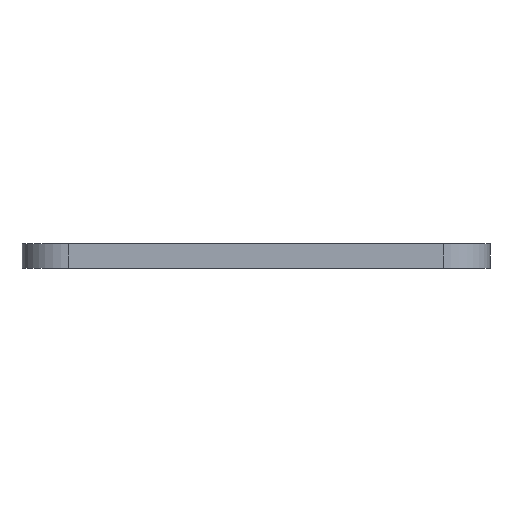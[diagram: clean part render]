
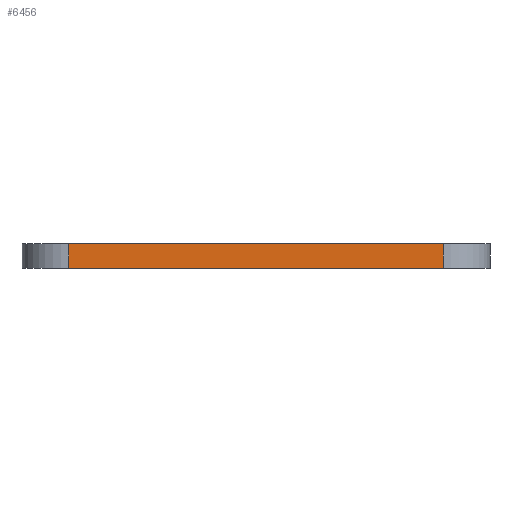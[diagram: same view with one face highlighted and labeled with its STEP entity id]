
A CAD part, left-side view. The second image highlights one B-rep face of the part: STEP entity #6456.
In plain terms, the highlighted planar face has unit normal (-1, 0, 0).
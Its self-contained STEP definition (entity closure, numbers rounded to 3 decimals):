
#84 = PLANE('',#85);
#85 = AXIS2_PLACEMENT_3D('',#86,#87,#88);
#86 = CARTESIAN_POINT('',(148.501,-105.004,1.6));
#87 = DIRECTION('',(0.,0.,1.));
#88 = DIRECTION('',(1.,0.,-0.));
#139 = PLANE('',#140);
#140 = AXIS2_PLACEMENT_3D('',#141,#142,#143);
#141 = CARTESIAN_POINT('',(148.501,-105.004,0.));
#142 = DIRECTION('',(0.,0.,1.));
#143 = DIRECTION('',(1.,0.,-0.));
#248 = CYLINDRICAL_SURFACE('',#249,3.);
#249 = AXIS2_PLACEMENT_3D('',#250,#251,#252);
#250 = CARTESIAN_POINT('',(119.001,-93.004,0.));
#251 = DIRECTION('',(-0.,-0.,-1.));
#252 = DIRECTION('',(1.,0.,-0.));
#309 = VERTEX_POINT('',#310);
#310 = CARTESIAN_POINT('',(116.001,-93.004,0.));
#332 = EDGE_CURVE('',#333,#309,#335,.T.);
#333 = VERTEX_POINT('',#334);
#334 = CARTESIAN_POINT('',(116.001,-117.004,0.));
#335 = SURFACE_CURVE('',#336,(#340,#347),.PCURVE_S1.);
#336 = LINE('',#337,#338);
#337 = CARTESIAN_POINT('',(116.001,-117.004,0.));
#338 = VECTOR('',#339,1.);
#339 = DIRECTION('',(0.,1.,0.));
#340 = PCURVE('',#139,#341);
#341 = DEFINITIONAL_REPRESENTATION('',(#342),#346);
#342 = LINE('',#343,#344);
#343 = CARTESIAN_POINT('',(-32.5,-12.));
#344 = VECTOR('',#345,1.);
#345 = DIRECTION('',(0.,1.));
#346 = ( GEOMETRIC_REPRESENTATION_CONTEXT(2) 
PARAMETRIC_REPRESENTATION_CONTEXT() REPRESENTATION_CONTEXT('2D SPACE',''
  ) );
#347 = PCURVE('',#348,#353);
#348 = PLANE('',#349);
#349 = AXIS2_PLACEMENT_3D('',#350,#351,#352);
#350 = CARTESIAN_POINT('',(116.001,-117.004,0.));
#351 = DIRECTION('',(-1.,0.,0.));
#352 = DIRECTION('',(0.,1.,0.));
#353 = DEFINITIONAL_REPRESENTATION('',(#354),#358);
#354 = LINE('',#355,#356);
#355 = CARTESIAN_POINT('',(0.,0.));
#356 = VECTOR('',#357,1.);
#357 = DIRECTION('',(1.,0.));
#358 = ( GEOMETRIC_REPRESENTATION_CONTEXT(2) 
PARAMETRIC_REPRESENTATION_CONTEXT() REPRESENTATION_CONTEXT('2D SPACE',''
  ) );
#377 = CYLINDRICAL_SURFACE('',#378,3.);
#378 = AXIS2_PLACEMENT_3D('',#379,#380,#381);
#379 = CARTESIAN_POINT('',(119.001,-117.004,0.));
#380 = DIRECTION('',(-0.,-0.,-1.));
#381 = DIRECTION('',(1.,0.,-0.));
#3608 = VERTEX_POINT('',#3609);
#3609 = CARTESIAN_POINT('',(116.001,-93.004,1.6));
#3631 = EDGE_CURVE('',#3632,#3608,#3634,.T.);
#3632 = VERTEX_POINT('',#3633);
#3633 = CARTESIAN_POINT('',(116.001,-117.004,1.6));
#3634 = SURFACE_CURVE('',#3635,(#3639,#3646),.PCURVE_S1.);
#3635 = LINE('',#3636,#3637);
#3636 = CARTESIAN_POINT('',(116.001,-117.004,1.6));
#3637 = VECTOR('',#3638,1.);
#3638 = DIRECTION('',(0.,1.,0.));
#3639 = PCURVE('',#84,#3640);
#3640 = DEFINITIONAL_REPRESENTATION('',(#3641),#3645);
#3641 = LINE('',#3642,#3643);
#3642 = CARTESIAN_POINT('',(-32.5,-12.));
#3643 = VECTOR('',#3644,1.);
#3644 = DIRECTION('',(0.,1.));
#3645 = ( GEOMETRIC_REPRESENTATION_CONTEXT(2) 
PARAMETRIC_REPRESENTATION_CONTEXT() REPRESENTATION_CONTEXT('2D SPACE',''
  ) );
#3646 = PCURVE('',#348,#3647);
#3647 = DEFINITIONAL_REPRESENTATION('',(#3648),#3652);
#3648 = LINE('',#3649,#3650);
#3649 = CARTESIAN_POINT('',(0.,-1.6));
#3650 = VECTOR('',#3651,1.);
#3651 = DIRECTION('',(1.,0.));
#3652 = ( GEOMETRIC_REPRESENTATION_CONTEXT(2) 
PARAMETRIC_REPRESENTATION_CONTEXT() REPRESENTATION_CONTEXT('2D SPACE',''
  ) );
#6408 = EDGE_CURVE('',#309,#3608,#6409,.T.);
#6409 = SURFACE_CURVE('',#6410,(#6414,#6421),.PCURVE_S1.);
#6410 = LINE('',#6411,#6412);
#6411 = CARTESIAN_POINT('',(116.001,-93.004,0.));
#6412 = VECTOR('',#6413,1.);
#6413 = DIRECTION('',(0.,0.,1.));
#6414 = PCURVE('',#248,#6415);
#6415 = DEFINITIONAL_REPRESENTATION('',(#6416),#6420);
#6416 = LINE('',#6417,#6418);
#6417 = CARTESIAN_POINT('',(-3.141,0.));
#6418 = VECTOR('',#6419,1.);
#6419 = DIRECTION('',(-0.,-1.));
#6420 = ( GEOMETRIC_REPRESENTATION_CONTEXT(2) 
PARAMETRIC_REPRESENTATION_CONTEXT() REPRESENTATION_CONTEXT('2D SPACE',''
  ) );
#6421 = PCURVE('',#348,#6422);
#6422 = DEFINITIONAL_REPRESENTATION('',(#6423),#6427);
#6423 = LINE('',#6424,#6425);
#6424 = CARTESIAN_POINT('',(24.,0.));
#6425 = VECTOR('',#6426,1.);
#6426 = DIRECTION('',(0.,-1.));
#6427 = ( GEOMETRIC_REPRESENTATION_CONTEXT(2) 
PARAMETRIC_REPRESENTATION_CONTEXT() REPRESENTATION_CONTEXT('2D SPACE',''
  ) );
#6456 = ADVANCED_FACE('',(#6457),#348,.T.);
#6457 = FACE_BOUND('',#6458,.T.);
#6458 = EDGE_LOOP('',(#6459,#6480,#6481,#6482));
#6459 = ORIENTED_EDGE('',*,*,#6460,.T.);
#6460 = EDGE_CURVE('',#333,#3632,#6461,.T.);
#6461 = SURFACE_CURVE('',#6462,(#6466,#6473),.PCURVE_S1.);
#6462 = LINE('',#6463,#6464);
#6463 = CARTESIAN_POINT('',(116.001,-117.004,0.));
#6464 = VECTOR('',#6465,1.);
#6465 = DIRECTION('',(0.,0.,1.));
#6466 = PCURVE('',#348,#6467);
#6467 = DEFINITIONAL_REPRESENTATION('',(#6468),#6472);
#6468 = LINE('',#6469,#6470);
#6469 = CARTESIAN_POINT('',(0.,0.));
#6470 = VECTOR('',#6471,1.);
#6471 = DIRECTION('',(0.,-1.));
#6472 = ( GEOMETRIC_REPRESENTATION_CONTEXT(2) 
PARAMETRIC_REPRESENTATION_CONTEXT() REPRESENTATION_CONTEXT('2D SPACE',''
  ) );
#6473 = PCURVE('',#377,#6474);
#6474 = DEFINITIONAL_REPRESENTATION('',(#6475),#6479);
#6475 = LINE('',#6476,#6477);
#6476 = CARTESIAN_POINT('',(-3.141,0.));
#6477 = VECTOR('',#6478,1.);
#6478 = DIRECTION('',(-0.,-1.));
#6479 = ( GEOMETRIC_REPRESENTATION_CONTEXT(2) 
PARAMETRIC_REPRESENTATION_CONTEXT() REPRESENTATION_CONTEXT('2D SPACE',''
  ) );
#6480 = ORIENTED_EDGE('',*,*,#3631,.T.);
#6481 = ORIENTED_EDGE('',*,*,#6408,.F.);
#6482 = ORIENTED_EDGE('',*,*,#332,.F.);
